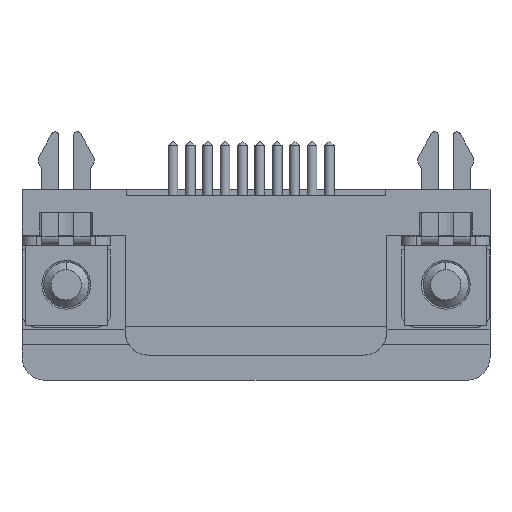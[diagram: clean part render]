
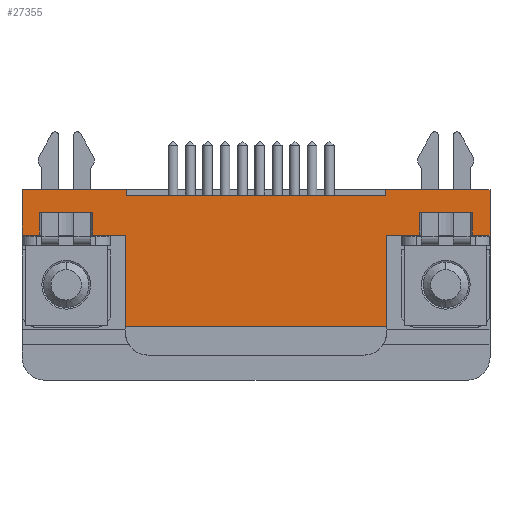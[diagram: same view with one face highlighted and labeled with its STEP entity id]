
A CAD part, front view. The second image highlights one B-rep face of the part: STEP entity #27355.
In plain terms, the highlighted planar face has unit normal (0, -1, 0).
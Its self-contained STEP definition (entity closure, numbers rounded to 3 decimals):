
#1862=DIRECTION('',(0.,0.,-1.));
#1863=VECTOR('',#1862,0.4);
#1864=CARTESIAN_POINT('',(8.55,-13.2,6.275));
#1865=LINE('',#1864,#1863);
#1930=DIRECTION('',(-1.,0.,0.));
#1931=VECTOR('',#1930,6.855);
#1932=CARTESIAN_POINT('',(15.405,-13.2,6.275));
#1933=LINE('',#1932,#1931);
#1934=DIRECTION('',(0.,0.,1.));
#1935=VECTOR('',#1934,3.);
#1936=CARTESIAN_POINT('',(15.405,-13.2,3.275));
#1937=LINE('',#1936,#1935);
#1938=DIRECTION('',(1.,0.,0.));
#1939=VECTOR('',#1938,1.16);
#1940=CARTESIAN_POINT('',(14.245,-13.2,3.275));
#1941=LINE('',#1940,#1939);
#1942=DIRECTION('',(0.,0.,-1.));
#1943=VECTOR('',#1942,1.5);
#1944=CARTESIAN_POINT('',(14.245,-13.2,4.775));
#1945=LINE('',#1944,#1943);
#1946=DIRECTION('',(1.,0.,0.));
#1947=VECTOR('',#1946,3.5);
#1948=CARTESIAN_POINT('',(10.745,-13.2,4.775));
#1949=LINE('',#1948,#1947);
#1950=DIRECTION('',(0.,0.,1.));
#1951=VECTOR('',#1950,1.5);
#1952=CARTESIAN_POINT('',(10.745,-13.2,3.275));
#1953=LINE('',#1952,#1951);
#1954=DIRECTION('',(1.,0.,0.));
#1955=VECTOR('',#1954,2.145);
#1956=CARTESIAN_POINT('',(8.6,-13.2,3.275));
#1957=LINE('',#1956,#1955);
#1958=DIRECTION('',(1.,0.,0.));
#1959=VECTOR('',#1958,17.2);
#1960=CARTESIAN_POINT('',(-8.6,-13.2,-2.725));
#1961=LINE('',#1960,#1959);
#1962=DIRECTION('',(0.,0.,1.));
#1963=VECTOR('',#1962,6.);
#1964=CARTESIAN_POINT('',(-8.6,-13.2,-2.725));
#1965=LINE('',#1964,#1963);
#1966=DIRECTION('',(1.,0.,0.));
#1967=VECTOR('',#1966,2.145);
#1968=CARTESIAN_POINT('',(-10.745,-13.2,3.275));
#1969=LINE('',#1968,#1967);
#1970=DIRECTION('',(0.,0.,-1.));
#1971=VECTOR('',#1970,1.5);
#1972=CARTESIAN_POINT('',(-10.745,-13.2,4.775));
#1973=LINE('',#1972,#1971);
#1974=DIRECTION('',(1.,0.,0.));
#1975=VECTOR('',#1974,3.5);
#1976=CARTESIAN_POINT('',(-14.245,-13.2,4.775));
#1977=LINE('',#1976,#1975);
#1978=DIRECTION('',(0.,0.,1.));
#1979=VECTOR('',#1978,1.5);
#1980=CARTESIAN_POINT('',(-14.245,-13.2,3.275));
#1981=LINE('',#1980,#1979);
#1982=DIRECTION('',(1.,0.,0.));
#1983=VECTOR('',#1982,1.16);
#1984=CARTESIAN_POINT('',(-15.405,-13.2,3.275));
#1985=LINE('',#1984,#1983);
#1986=DIRECTION('',(0.,0.,-1.));
#1987=VECTOR('',#1986,3.);
#1988=CARTESIAN_POINT('',(-15.405,-13.2,6.275));
#1989=LINE('',#1988,#1987);
#1990=DIRECTION('',(-1.,0.,0.));
#1991=VECTOR('',#1990,6.855);
#1992=CARTESIAN_POINT('',(-8.55,-13.2,6.275));
#1993=LINE('',#1992,#1991);
#4641=DIRECTION('',(1.,0.,0.));
#4642=VECTOR('',#4641,17.1);
#4643=CARTESIAN_POINT('',(-8.55,-13.2,5.875));
#4644=LINE('',#4643,#4642);
#5321=DIRECTION('',(0.,0.,1.));
#5322=VECTOR('',#5321,0.4);
#5323=CARTESIAN_POINT('',(-8.55,-13.2,5.875));
#5324=LINE('',#5323,#5322);
#19177=DIRECTION('',(0.,0.,1.));
#19178=VECTOR('',#19177,6.);
#19179=CARTESIAN_POINT('',(8.6,-13.2,-2.725));
#19180=LINE('',#19179,#19178);
#20469=CARTESIAN_POINT('',(-15.405,-13.2,6.275));
#20470=CARTESIAN_POINT('',(-15.405,-13.2,3.275));
#20471=VERTEX_POINT('',#20469);
#20472=VERTEX_POINT('',#20470);
#20473=CARTESIAN_POINT('',(-14.245,-13.2,3.275));
#20474=VERTEX_POINT('',#20473);
#20475=CARTESIAN_POINT('',(-14.245,-13.2,4.775));
#20476=VERTEX_POINT('',#20475);
#20477=CARTESIAN_POINT('',(-10.745,-13.2,4.775));
#20478=VERTEX_POINT('',#20477);
#20479=CARTESIAN_POINT('',(-10.745,-13.2,3.275));
#20480=VERTEX_POINT('',#20479);
#20481=CARTESIAN_POINT('',(10.745,-13.2,3.275));
#20482=CARTESIAN_POINT('',(10.745,-13.2,4.775));
#20483=VERTEX_POINT('',#20481);
#20484=VERTEX_POINT('',#20482);
#20485=CARTESIAN_POINT('',(14.245,-13.2,4.775));
#20486=VERTEX_POINT('',#20485);
#20487=CARTESIAN_POINT('',(14.245,-13.2,3.275));
#20488=VERTEX_POINT('',#20487);
#20489=CARTESIAN_POINT('',(15.405,-13.2,3.275));
#20490=VERTEX_POINT('',#20489);
#20491=CARTESIAN_POINT('',(15.405,-13.2,6.275));
#20492=VERTEX_POINT('',#20491);
#20493=CARTESIAN_POINT('',(-8.55,-13.2,6.275));
#20494=VERTEX_POINT('',#20493);
#20495=CARTESIAN_POINT('',(8.55,-13.2,6.275));
#20496=VERTEX_POINT('',#20495);
#21665=CARTESIAN_POINT('',(-8.6,-13.2,3.275));
#21667=VERTEX_POINT('',#21665);
#21669=CARTESIAN_POINT('',(8.6,-13.2,3.275));
#21671=VERTEX_POINT('',#21669);
#21679=CARTESIAN_POINT('',(8.55,-13.2,5.875));
#21681=VERTEX_POINT('',#21679);
#21691=CARTESIAN_POINT('',(-8.55,-13.2,5.875));
#21693=VERTEX_POINT('',#21691);
#24949=CARTESIAN_POINT('',(-8.6,-13.2,-2.725));
#24950=CARTESIAN_POINT('',(8.6,-13.2,-2.725));
#24951=VERTEX_POINT('',#24949);
#24952=VERTEX_POINT('',#24950);
#27314=CARTESIAN_POINT('',(0.,-13.2,0.));
#27315=DIRECTION('',(0.,-1.,0.));
#27316=DIRECTION('',(1.,0.,0.));
#27317=AXIS2_PLACEMENT_3D('',#27314,#27315,#27316);
#27318=PLANE('',#27317);
#27320=ORIENTED_EDGE('',*,*,#27319,.F.);
#27322=ORIENTED_EDGE('',*,*,#27321,.T.);
#27323=ORIENTED_EDGE('',*,*,#27214,.F.);
#27325=ORIENTED_EDGE('',*,*,#27324,.F.);
#27327=ORIENTED_EDGE('',*,*,#27326,.F.);
#27328=ORIENTED_EDGE('',*,*,#27265,.F.);
#27330=ORIENTED_EDGE('',*,*,#27329,.F.);
#27332=ORIENTED_EDGE('',*,*,#27331,.F.);
#27334=ORIENTED_EDGE('',*,*,#27333,.F.);
#27335=ORIENTED_EDGE('',*,*,#27257,.F.);
#27337=ORIENTED_EDGE('',*,*,#27336,.F.);
#27339=ORIENTED_EDGE('',*,*,#27338,.F.);
#27340=ORIENTED_EDGE('',*,*,#27286,.T.);
#27341=ORIENTED_EDGE('',*,*,#27245,.F.);
#27343=ORIENTED_EDGE('',*,*,#27342,.F.);
#27345=ORIENTED_EDGE('',*,*,#27344,.F.);
#27347=ORIENTED_EDGE('',*,*,#27346,.F.);
#27348=ORIENTED_EDGE('',*,*,#27237,.F.);
#27350=ORIENTED_EDGE('',*,*,#27349,.F.);
#27352=ORIENTED_EDGE('',*,*,#27351,.F.);
#27353=EDGE_LOOP('',(#27320,#27322,#27323,#27325,#27327,#27328,#27330,#27332,
#27334,#27335,#27337,#27339,#27340,#27341,#27343,#27345,#27347,#27348,#27350,
#27352));
#27354=FACE_OUTER_BOUND('',#27353,.F.);
#27214=EDGE_CURVE('',#20496,#21681,#1865,.T.);
#27237=EDGE_CURVE('',#20472,#20474,#1985,.T.);
#27245=EDGE_CURVE('',#20480,#21667,#1969,.T.);
#27257=EDGE_CURVE('',#21671,#20483,#1957,.T.);
#27265=EDGE_CURVE('',#20488,#20490,#1941,.T.);
#27286=EDGE_CURVE('',#24951,#21667,#1965,.T.);
#27319=EDGE_CURVE('',#21693,#20494,#5324,.T.);
#27321=EDGE_CURVE('',#21693,#21681,#4644,.T.);
#27324=EDGE_CURVE('',#20492,#20496,#1933,.T.);
#27326=EDGE_CURVE('',#20490,#20492,#1937,.T.);
#27329=EDGE_CURVE('',#20486,#20488,#1945,.T.);
#27331=EDGE_CURVE('',#20484,#20486,#1949,.T.);
#27333=EDGE_CURVE('',#20483,#20484,#1953,.T.);
#27336=EDGE_CURVE('',#24952,#21671,#19180,.T.);
#27338=EDGE_CURVE('',#24951,#24952,#1961,.T.);
#27342=EDGE_CURVE('',#20478,#20480,#1973,.T.);
#27344=EDGE_CURVE('',#20476,#20478,#1977,.T.);
#27346=EDGE_CURVE('',#20474,#20476,#1981,.T.);
#27349=EDGE_CURVE('',#20471,#20472,#1989,.T.);
#27351=EDGE_CURVE('',#20494,#20471,#1993,.T.);
#27355=ADVANCED_FACE('',(#27354),#27318,.T.);
